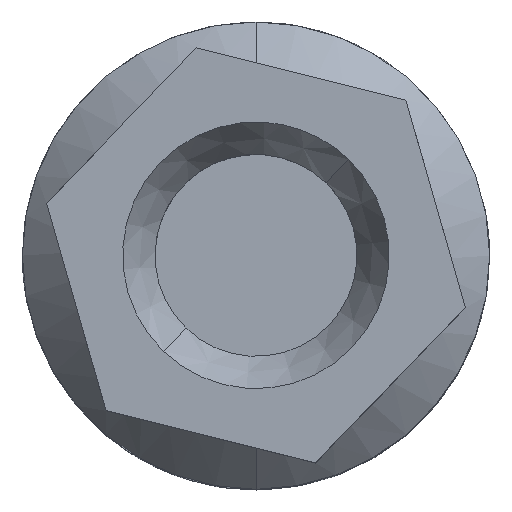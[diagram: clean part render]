
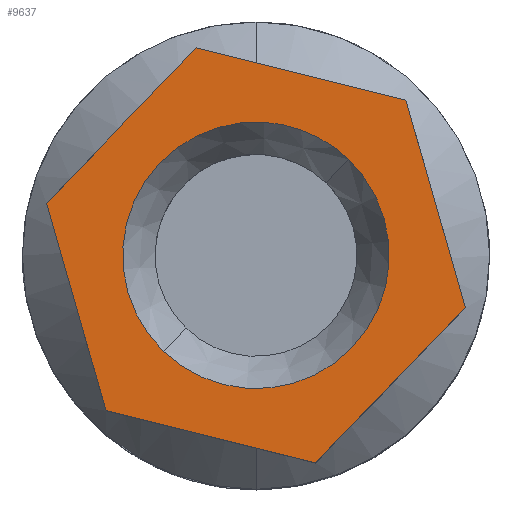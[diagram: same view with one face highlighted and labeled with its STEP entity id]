
A CAD part, top view. The second image highlights one B-rep face of the part: STEP entity #9637.
In plain terms, the highlighted planar face has unit normal (0, 0, 1).
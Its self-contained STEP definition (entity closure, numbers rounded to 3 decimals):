
#1707=DIRECTION('',(-0.276,0.961,0.));
#1708=VECTOR('',#1707,5.774);
#1709=CARTESIAN_POINT('',(31.454,29.475,38.35));
#1710=LINE('',#1709,#1708);
#1745=DIRECTION('',(0.276,-0.961,0.));
#1746=VECTOR('',#1745,5.774);
#1747=CARTESIAN_POINT('',(39.476,37.781,38.35));
#1748=LINE('',#1747,#1746);
#1759=DIRECTION('',(-0.695,-0.719,0.));
#1760=VECTOR('',#1759,5.774);
#1761=CARTESIAN_POINT('',(33.874,39.178,38.35));
#1762=LINE('',#1761,#1760);
#1766=DIRECTION('',(-0.97,0.242,0.));
#1767=VECTOR('',#1766,5.774);
#1768=CARTESIAN_POINT('',(39.476,37.781,38.35));
#1769=LINE('',#1768,#1767);
#1773=DIRECTION('',(0.695,0.719,0.));
#1774=VECTOR('',#1773,5.774);
#1775=CARTESIAN_POINT('',(37.056,28.078,38.35));
#1776=LINE('',#1775,#1774);
#1780=DIRECTION('',(0.97,-0.242,0.));
#1781=VECTOR('',#1780,5.774);
#1782=CARTESIAN_POINT('',(31.454,29.475,38.35));
#1783=LINE('',#1782,#1781);
#1787=CARTESIAN_POINT('',(35.465,33.628,38.35));
#1788=DIRECTION('',(0.,0.,-1.));
#1789=DIRECTION('',(0.057,0.998,0.));
#1790=AXIS2_PLACEMENT_3D('',#1787,#1788,#1789);
#1795=CARTESIAN_POINT('',(35.465,33.628,38.35));
#1796=DIRECTION('',(0.,0.,-1.));
#1797=DIRECTION('',(-0.695,-0.719,0.));
#1798=AXIS2_PLACEMENT_3D('',#1795,#1796,#1797);
#1803=CARTESIAN_POINT('',(35.465,33.628,38.35));
#1804=DIRECTION('',(0.,0.,-1.));
#1805=DIRECTION('',(0.695,0.719,0.));
#1806=AXIS2_PLACEMENT_3D('',#1803,#1804,#1805);
#7605=CARTESIAN_POINT('',(39.476,37.781,38.35));
#7606=CARTESIAN_POINT('',(33.874,39.178,38.35));
#7607=VERTEX_POINT('',#7605);
#7608=VERTEX_POINT('',#7606);
#7611=CARTESIAN_POINT('',(29.863,35.025,38.35));
#7612=VERTEX_POINT('',#7611);
#7615=CARTESIAN_POINT('',(31.454,29.475,38.35));
#7616=VERTEX_POINT('',#7615);
#7619=CARTESIAN_POINT('',(41.067,32.231,38.35));
#7620=VERTEX_POINT('',#7619);
#7621=CARTESIAN_POINT('',(37.056,28.078,38.35));
#7622=VERTEX_POINT('',#7621);
#7623=CARTESIAN_POINT('',(32.988,31.063,38.35));
#7624=CARTESIAN_POINT('',(35.667,37.188,38.35));
#7625=VERTEX_POINT('',#7623);
#7626=VERTEX_POINT('',#7624);
#7627=CARTESIAN_POINT('',(37.942,36.193,38.35));
#7628=VERTEX_POINT('',#7627);
#9616=CARTESIAN_POINT('',(39.784,37.723,38.35));
#9617=DIRECTION('',(0.,0.,1.));
#9618=DIRECTION('',(-0.276,0.961,0.));
#9619=AXIS2_PLACEMENT_3D('',#9616,#9617,#9618);
#9620=PLANE('',#9619);
#9621=ORIENTED_EDGE('',*,*,#9558,.F.);
#9622=ORIENTED_EDGE('',*,*,#9580,.F.);
#9623=ORIENTED_EDGE('',*,*,#9602,.T.);
#9624=ORIENTED_EDGE('',*,*,#9491,.F.);
#9625=ORIENTED_EDGE('',*,*,#9513,.F.);
#9626=ORIENTED_EDGE('',*,*,#9536,.T.);
#9627=EDGE_LOOP('',(#9621,#9622,#9623,#9624,#9625,#9626));
#9628=FACE_OUTER_BOUND('',#9627,.F.);
#9630=ORIENTED_EDGE('',*,*,#9629,.F.);
#9632=ORIENTED_EDGE('',*,*,#9631,.F.);
#9634=ORIENTED_EDGE('',*,*,#9633,.F.);
#9635=EDGE_LOOP('',(#9630,#9632,#9634));
#9636=FACE_BOUND('',#9635,.F.);
#9637=ADVANCED_FACE('',(#9628,#9636),#9620,.T.);
#1791=CIRCLE('',#1790,3.566);
#1799=CIRCLE('',#1798,3.566);
#1807=CIRCLE('',#1806,3.566);
#9491=EDGE_CURVE('',#7622,#7620,#1776,.T.);
#9513=EDGE_CURVE('',#7616,#7622,#1783,.T.);
#9536=EDGE_CURVE('',#7616,#7612,#1710,.T.);
#9558=EDGE_CURVE('',#7608,#7612,#1762,.T.);
#9580=EDGE_CURVE('',#7607,#7608,#1769,.T.);
#9602=EDGE_CURVE('',#7607,#7620,#1748,.T.);
#9629=EDGE_CURVE('',#7626,#7628,#1791,.T.);
#9631=EDGE_CURVE('',#7625,#7626,#1799,.T.);
#9633=EDGE_CURVE('',#7628,#7625,#1807,.T.);
